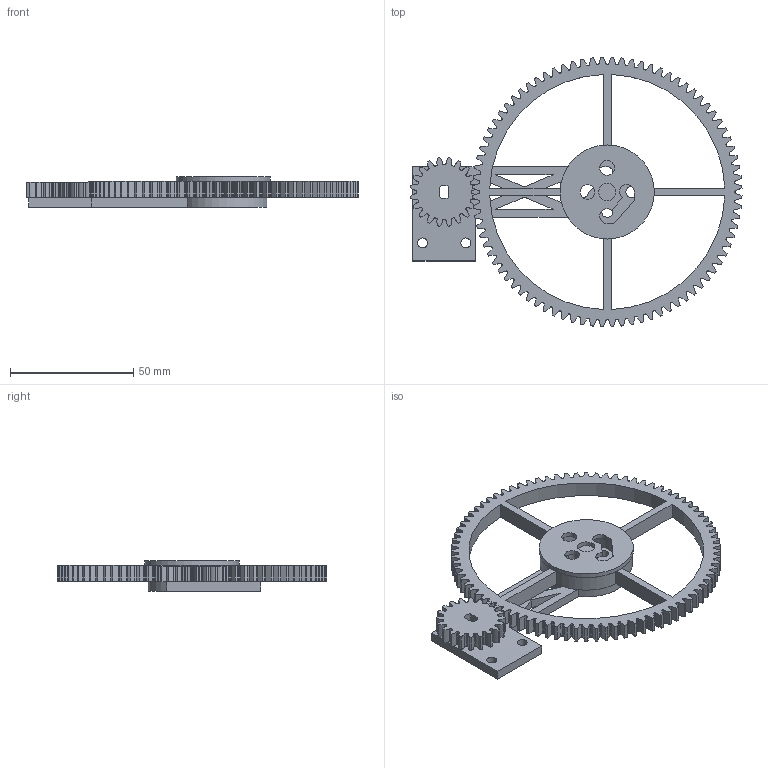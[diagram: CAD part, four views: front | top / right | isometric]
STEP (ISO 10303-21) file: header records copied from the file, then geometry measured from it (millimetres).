
FILE_DESCRIPTION(/* description */ ('STEP AP242','CAx-IF Rec.Pracs.---Representation and Presentation of Product Manufacturing Information (PMI)---4.0---2014-10-13','CAx-IF Rec.Pracs.---3D Tessellated Geometry---0.4---2014-09-14','2;1'),/* implementation_level */ '2;1');
FILE_NAME(/* name */ '67657cc767f02c7fbb44fe70',/* time_stamp */ '2024-12-20T14:18:48Z',/* author */ (''),/* organization */ (''),/* preprocessor_version */ 'ST-DEVELOPER v20',/* originating_system */ 'ONSHAPE BY PTC INC, 1.191',/* authorisation */ ' ');
FILE_SCHEMA (('AP242_MANAGED_MODEL_BASED_3D_ENGINEERING_MIM_LF { 1 0 10303 442 1 1 4 }'));
Length unit declared in the file: metre
Products named in the file (5): Assembly 2; Part 1; Spur gear (20 teeth); Spur gear (84 teeth)
Assembly tree (4 placements, depth 2):
  Assembly 2
    Part 1
    Spur gear (20 teeth)
    Part 1
    Spur gear (84 teeth)
Bounding box: 134.49 x 109.18 x 12.32 mm (x, y, z)
Volume: 30682.4 mm3; surface area: 26050.3 mm2
Topology: 4 solids, 4 shells, 695 faces, 2058 edges, 1373 vertices
Faces by surface type: cylinder 445, bspline 209, plane 41
Full cylindrical faces by diameter (mm): 4 x2, 4.5 x2, 6 x2, 7 x2, 26.67 x1, 30.48 x1, 31.115 x1, 38.1 x1
Entity records: 31214 total; most frequent: CARTESIAN_POINT 13052, ORIENTED_EDGE 4086, DIRECTION 3497, EDGE_CURVE 2043, AXIS2_PLACEMENT_3D 1381, VERTEX_POINT 1370, CIRCLE 890, EDGE_LOOP 749
